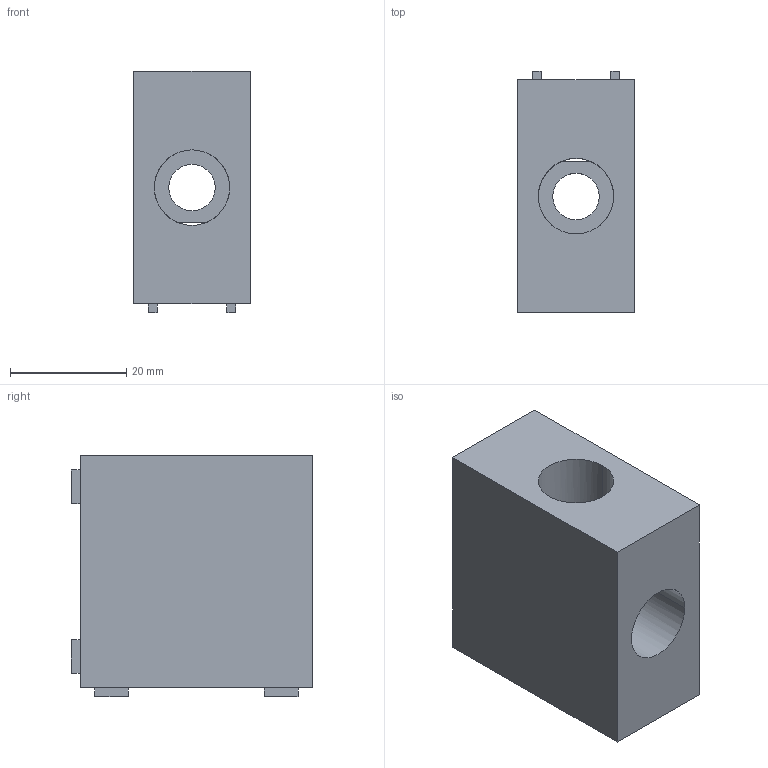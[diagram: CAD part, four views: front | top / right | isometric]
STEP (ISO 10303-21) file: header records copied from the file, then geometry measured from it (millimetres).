
FILE_DESCRIPTION (( 'STEP AP203' ), '1' );
FILE_NAME ('ALF-SC40TR.step', '2024-08-13T14:04:23', ( '' ), ( '' ), 'SwSTEP 2.0', 'SolidWorks 2022', '' );
FILE_SCHEMA (( 'CONFIG_CONTROL_DESIGN' ));
Length unit declared in the file: millimetre
Products named in the file (1): ALF-SC40TR
Bounding box: 20 x 41.5 x 41.5 mm (x, y, z)
Volume: 21325.6 mm3; surface area: 9040.3 mm2
Topology: 1 solids, 1 shells, 66 faces, 162 edges, 104 vertices
Faces by surface type: plane 52, cylinder 14
Entity records: 2001 total; most frequent: CARTESIAN_POINT 348, ORIENTED_EDGE 324, DIRECTION 309, EDGE_CURVE 162, VECTOR 139, LINE 139, VERTEX_POINT 104, AXIS2_PLACEMENT_3D 85
